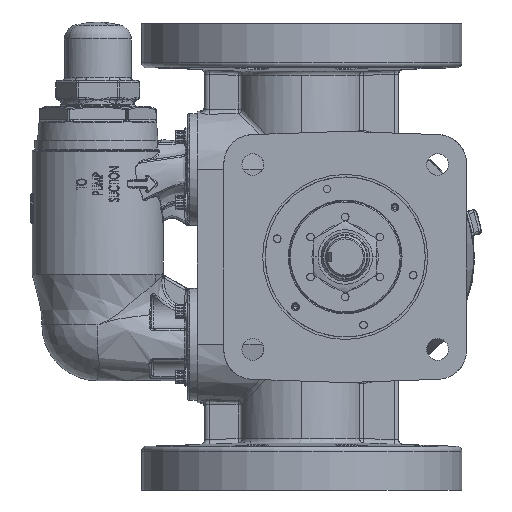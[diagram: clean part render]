
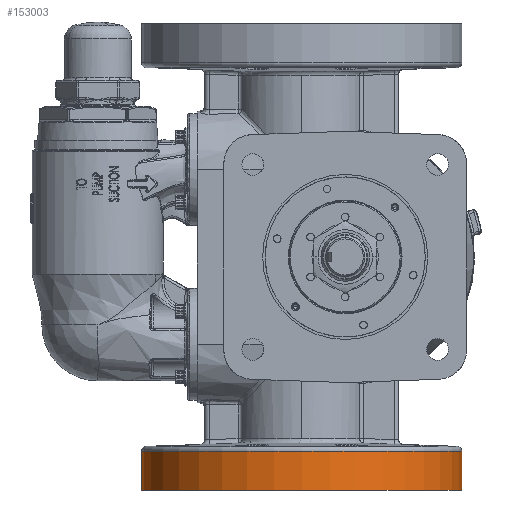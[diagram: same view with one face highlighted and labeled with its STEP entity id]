
A CAD part, left-side view. The second image highlights one B-rep face of the part: STEP entity #153003.
In plain terms, the highlighted cylindrical face has radius 104.775 mm (diameter 209.55 mm), a partial arc.
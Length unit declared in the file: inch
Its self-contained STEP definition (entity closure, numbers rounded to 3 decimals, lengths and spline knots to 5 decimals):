
#7532 = VERTEX_POINT ( 'NONE', #58110 ) ;
#14092 = DIRECTION ( 'NONE',  ( 0., 0., -1. ) ) ;
#15886 = ORIENTED_EDGE ( 'NONE', *, *, #183328, .F. ) ;
#22415 = DIRECTION ( 'NONE',  ( 0., 1., 0. ) ) ;
#26034 = FACE_OUTER_BOUND ( 'NONE', #154681, .T. ) ;
#35779 = EDGE_CURVE ( 'NONE', #176616, #174841, #115284, .T. ) ;
#42911 = DIRECTION ( 'NONE',  ( 0., -1., 0. ) ) ;
#43022 = VECTOR ( 'NONE', #164178, 39.37008 ) ;
#50020 = VECTOR ( 'NONE', #76388, 39.37008 ) ;
#50584 = EDGE_CURVE ( 'Defeatured_0_2459+Defeatured_0_2284+Defeatured_0_2284+Defeatured_0_2284', #73556, #176616, #134632, .T. ) ;
#51879 = CIRCLE ( 'NONE', #94867, 4.125 ) ;
#58110 = CARTESIAN_POINT ( 'NONE',  ( -2., -3.005, -6. ) ) ;
#61413 = AXIS2_PLACEMENT_3D ( 'NONE', #163688, #65244, #178725 ) ;
#61971 = CARTESIAN_POINT ( 'NONE',  ( -2., 5.245, -11.51282 ) ) ;
#63897 = CARTESIAN_POINT ( 'NONE',  ( -2., -3.005, -11.51282 ) ) ;
#65244 = DIRECTION ( 'NONE',  ( 0., 0., -1. ) ) ;
#65808 = DIRECTION ( 'NONE',  ( 0., 0., -1. ) ) ;
#73556 = VERTEX_POINT ( 'NONE', #134340 ) ;
#74157 = EDGE_CURVE ( 'Defeatured_0_2148+Defeatured_0_2459+Defeatured_0_2459+Defeatured_0_2459', #7532, #174841, #51879, .T. ) ;
#76388 = DIRECTION ( 'NONE',  ( 0., 0., -1. ) ) ;
#78081 = ORIENTED_EDGE ( 'NONE', *, *, #50584, .T. ) ;
#81273 = LINE ( 'NONE', #63897, #43022 ) ;
#94867 = AXIS2_PLACEMENT_3D ( 'NONE', #116422, #14092, #42911 ) ;
#97101 = CARTESIAN_POINT ( 'NONE',  ( -2., 5.245, -4.99588 ) ) ;
#102160 = AXIS2_PLACEMENT_3D ( 'NONE', #139129, #65808, #22415 ) ;
#105108 = CARTESIAN_POINT ( 'NONE',  ( -2., 5.245, -6. ) ) ;
#115284 = LINE ( 'NONE', #61971, #50020 ) ;
#116422 = CARTESIAN_POINT ( 'NONE',  ( -2., 1.12, -6. ) ) ;
#134340 = CARTESIAN_POINT ( 'NONE',  ( -2., -3.005, -4.99588 ) ) ;
#134632 = CIRCLE ( 'NONE', #61413, 4.125 ) ;
#139129 = CARTESIAN_POINT ( 'NONE',  ( -2., 1.12, -11.51282 ) ) ;
#146473 = CYLINDRICAL_SURFACE ( 'NONE', #102160, 4.125 ) ;
#153003 = ADVANCED_FACE ( 'Defeatured_0_2459', ( #26034 ), #146473, .T. ) ;
#154681 = EDGE_LOOP ( 'NONE', ( #15886, #78081, #184851, #162445 ) ) ;
#162445 = ORIENTED_EDGE ( 'NONE', *, *, #74157, .F. ) ;
#163688 = CARTESIAN_POINT ( 'NONE',  ( -2., 1.12, -4.99588 ) ) ;
#164178 = DIRECTION ( 'NONE',  ( 0., 0., -1. ) ) ;
#174841 = VERTEX_POINT ( 'NONE', #105108 ) ;
#176616 = VERTEX_POINT ( 'NONE', #97101 ) ;
#178725 = DIRECTION ( 'NONE',  ( 0., -1., 0. ) ) ;
#183328 = EDGE_CURVE ( 'NONE', #73556, #7532, #81273, .T. ) ;
#184851 = ORIENTED_EDGE ( 'NONE', *, *, #35779, .T. ) ;
